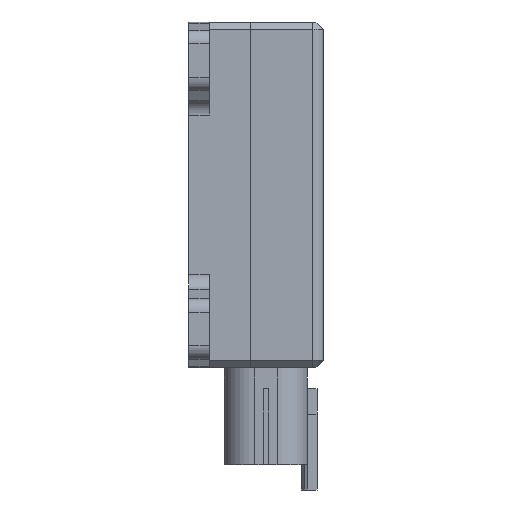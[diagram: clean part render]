
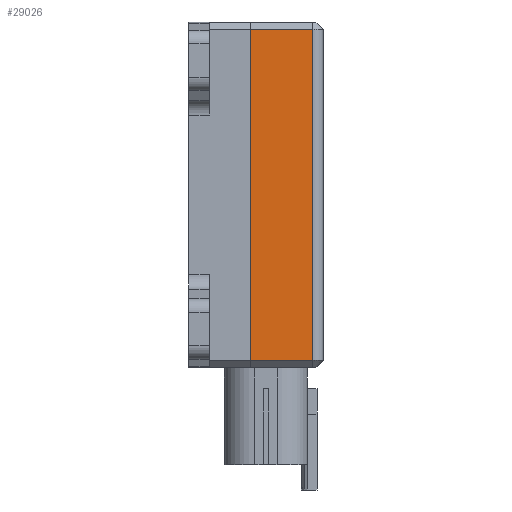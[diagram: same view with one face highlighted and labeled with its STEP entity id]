
A CAD part, left-side view. The second image highlights one B-rep face of the part: STEP entity #29026.
In plain terms, the highlighted face is planar.
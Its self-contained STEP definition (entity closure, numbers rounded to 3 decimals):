
#6833 = CARTESIAN_POINT ( 'NONE',  ( 14.4, 32.7, -45.6 ) ) ;
#8613 = CARTESIAN_POINT ( 'NONE',  ( 14.4, 34.1, -45.6 ) ) ;
#10646 = VERTEX_POINT ( 'NONE', #54357 ) ;
#18435 = ORIENTED_EDGE ( 'NONE', *, *, #46180, .T. ) ;
#18988 = CARTESIAN_POINT ( 'NONE',  ( 14.4, 34.1, -45.6 ) ) ;
#19569 = VECTOR ( 'NONE', #28801, 1000. ) ;
#20544 = ORIENTED_EDGE ( 'NONE', *, *, #51844, .T. ) ;
#20940 = CARTESIAN_POINT ( 'NONE',  ( 2., -32.7, -45.6 ) ) ;
#27448 = DIRECTION ( 'NONE',  ( 1., 0., 0. ) ) ;
#28801 = DIRECTION ( 'NONE',  ( -1., 0., 0. ) ) ;
#29026 = ADVANCED_FACE ( 'NONE', ( #39118 ), #45899, .F. ) ;
#33460 = ORIENTED_EDGE ( 'NONE', *, *, #54126, .F. ) ;
#34265 = DIRECTION ( 'NONE',  ( 0., 0., 1. ) ) ;
#34787 = DIRECTION ( 'NONE',  ( 0., 1., 0. ) ) ;
#35003 = LINE ( 'NONE', #59500, #50048 ) ;
#36462 = VECTOR ( 'NONE', #55915, 1000. ) ;
#38681 = EDGE_LOOP ( 'NONE', ( #55952, #18435, #33460, #20544 ) ) ;
#39118 = FACE_OUTER_BOUND ( 'NONE', #38681, .T. ) ;
#44426 = VERTEX_POINT ( 'NONE', #20940 ) ;
#45899 = PLANE ( 'NONE',  #65562 ) ;
#46180 = EDGE_CURVE ( 'NONE', #10646, #77059, #35003, .T. ) ;
#49484 = LINE ( 'NONE', #18988, #36462 ) ;
#50048 = VECTOR ( 'NONE', #27448, 1000. ) ;
#51844 = EDGE_CURVE ( 'NONE', #74642, #44426, #72074, .T. ) ;
#54126 = EDGE_CURVE ( 'NONE', #74642, #77059, #49484, .T. ) ;
#54357 = CARTESIAN_POINT ( 'NONE',  ( 2., 32.7, -45.6 ) ) ;
#55915 = DIRECTION ( 'NONE',  ( 0., 1., 0. ) ) ;
#55952 = ORIENTED_EDGE ( 'NONE', *, *, #77691, .T. ) ;
#56560 = VECTOR ( 'NONE', #34787, 1000. ) ;
#59500 = CARTESIAN_POINT ( 'NONE',  ( 14.4, 32.7, -45.6 ) ) ;
#59672 = LINE ( 'NONE', #68336, #56560 ) ;
#61164 = CARTESIAN_POINT ( 'NONE',  ( 14.4, -32.7, -45.6 ) ) ;
#65562 = AXIS2_PLACEMENT_3D ( 'NONE', #8613, #34265, #76409 ) ;
#68336 = CARTESIAN_POINT ( 'NONE',  ( 2., 34.1, -45.6 ) ) ;
#71285 = CARTESIAN_POINT ( 'NONE',  ( 14.4, -32.7, -45.6 ) ) ;
#72074 = LINE ( 'NONE', #71285, #19569 ) ;
#74642 = VERTEX_POINT ( 'NONE', #61164 ) ;
#76409 = DIRECTION ( 'NONE',  ( 0., -1., 0. ) ) ;
#77059 = VERTEX_POINT ( 'NONE', #6833 ) ;
#77691 = EDGE_CURVE ( 'NONE', #44426, #10646, #59672, .T. ) ;
